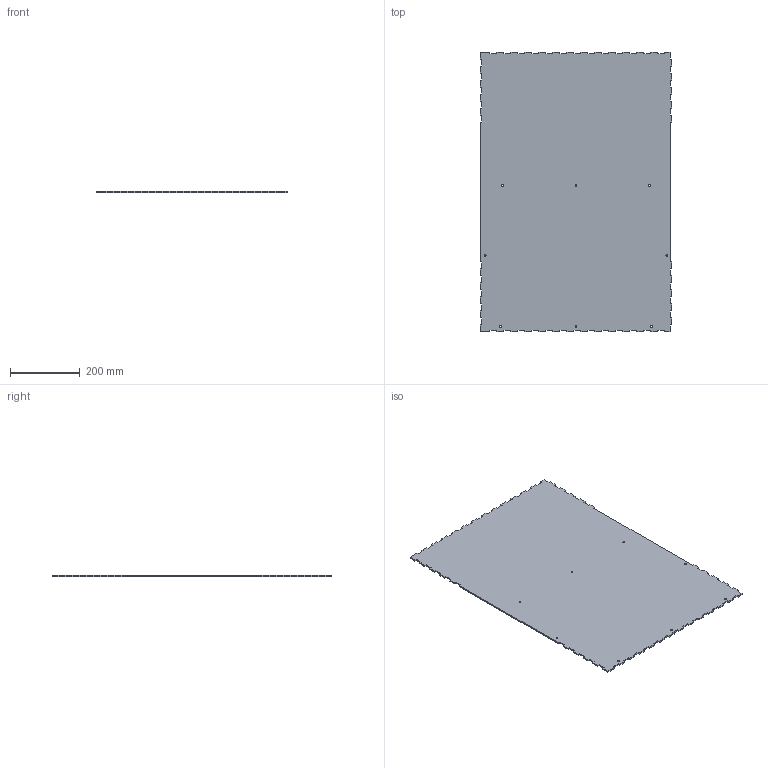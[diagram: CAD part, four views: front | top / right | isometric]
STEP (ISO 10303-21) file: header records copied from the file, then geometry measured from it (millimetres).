
FILE_DESCRIPTION (( 'STEP AP214' ), '1' );
FILE_NAME ('plaque avant.STEP', '2021-03-10T09:03:27', ( '' ), ( '' ), 'SwSTEP 2.0', 'SolidWorks 2016', '' );
FILE_SCHEMA (( 'AUTOMOTIVE_DESIGN' ));
Length unit declared in the file: millimetre
Products named in the file (1): plaque avant
Bounding box: 548 x 800 x 4 mm (x, y, z)
Volume: 1726520.4 mm3; surface area: 876367 mm2
Topology: 1 solids, 1 shells, 206 faces, 612 edges, 408 vertices
Faces by surface type: plane 190, cylinder 16
Entity records: 6854 total; most frequent: CARTESIAN_POINT 1227, ORIENTED_EDGE 1224, DIRECTION 1058, EDGE_CURVE 612, VECTOR 580, LINE 580, VERTEX_POINT 408, AXIS2_PLACEMENT_3D 239
